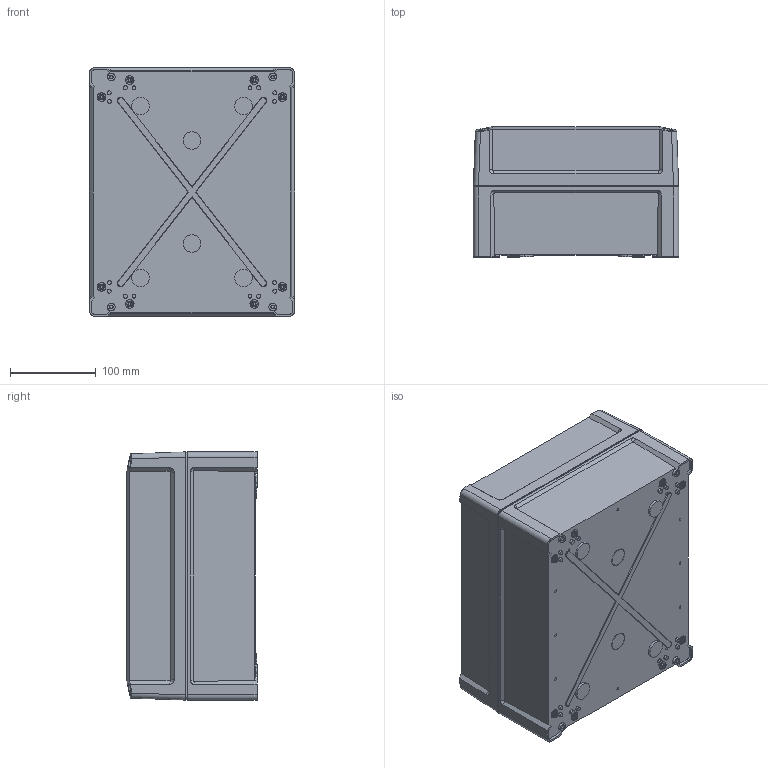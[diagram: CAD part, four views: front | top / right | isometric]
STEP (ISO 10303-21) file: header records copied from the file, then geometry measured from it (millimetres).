
FILE_DESCRIPTION (( 'STEP AP214' ), '1' );
FILE_NAME ('5814053_FIBOX_TEMPO_TA_292415.STEP', '2023-02-23T12:10:40', ( '' ), ( '' ), 'SwSTEP 2.0', 'SolidWorks 2021', '' );
FILE_SCHEMA (( 'AUTOMOTIVE_DESIGN' ));
Length unit declared in the file: millimetre
Products named in the file (4): FIBOX TEMPO 2924 H Cover; FIBOX TEMPO 2924 Base; TEMPO CS 18076 Cover screw; 5814053_FIBOX_TEMPO_TA_292415
Assembly tree (6 placements, depth 2):
  5814053_FIBOX_TEMPO_TA_292415
    FIBOX TEMPO 2924 Base
    FIBOX TEMPO 2924 H Cover
    TEMPO CS 18076 Cover screw  x4
Bounding box: 239 x 151.4 x 289 mm (x, y, z)
Volume: 1000326.5 mm3; surface area: 633082.6 mm2
Topology: 6 solids, 6 shells, 1726 faces, 4294 edges, 2816 vertices
Faces by surface type: plane 940, cone 574, cylinder 116, bspline 88, torus 8
Entity records: 37154 total; most frequent: CARTESIAN_POINT 9394, ORIENTED_EDGE 5822, DIRECTION 5625, EDGE_CURVE 2911, AXIS2_PLACEMENT_3D 2082, VERTEX_POINT 1910, VECTOR 1461, LINE 1461
